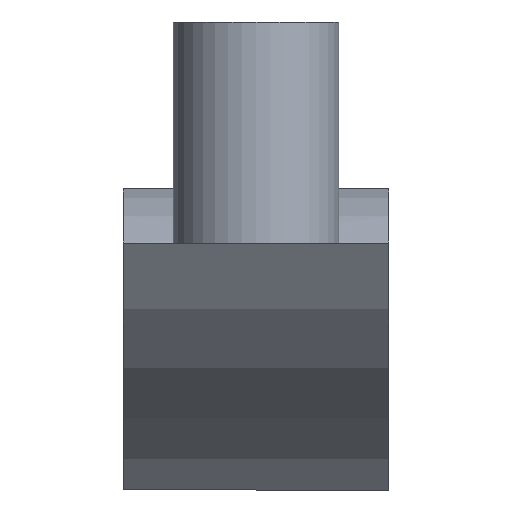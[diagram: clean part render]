
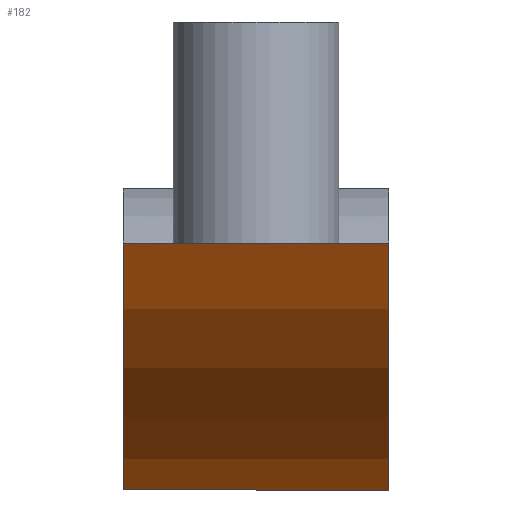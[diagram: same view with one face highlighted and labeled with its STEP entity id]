
A CAD part, front view. The second image highlights one B-rep face of the part: STEP entity #182.
In plain terms, the highlighted cylindrical face has radius 10 mm (diameter 20 mm), a partial arc.
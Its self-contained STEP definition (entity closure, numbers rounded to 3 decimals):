
#27 = LINE ( 'NONE', #70, #211 ) ;
#32 = LINE ( 'NONE', #196, #47 ) ;
#47 = VECTOR ( 'NONE', #486, 1000. ) ;
#48 = AXIS2_PLACEMENT_3D ( 'NONE', #286, #331, #443 ) ;
#54 = EDGE_CURVE ( 'NONE', #305, #519, #282, .T. ) ;
#70 = CARTESIAN_POINT ( 'NONE',  ( 0., 0., 5. ) ) ;
#83 = VERTEX_POINT ( 'NONE', #417 ) ;
#94 = CARTESIAN_POINT ( 'NONE',  ( 0., 8.66, 10. ) ) ;
#97 = AXIS2_PLACEMENT_3D ( 'NONE', #94, #169, #261 ) ;
#105 = AXIS2_PLACEMENT_3D ( 'NONE', #283, #240, #287 ) ;
#129 = ORIENTED_EDGE ( 'NONE', *, *, #492, .F. ) ;
#169 = DIRECTION ( 'NONE',  ( -1., 0., 0. ) ) ;
#181 = EDGE_LOOP ( 'NONE', ( #129, #262, #328, #189 ) ) ;
#182 = ADVANCED_FACE ( 'NONE', ( #421 ), #376, .T. ) ;
#189 = ORIENTED_EDGE ( 'NONE', *, *, #299, .F. ) ;
#196 = CARTESIAN_POINT ( 'NONE',  ( 2.4, 5.446, 0.531 ) ) ;
#208 = CARTESIAN_POINT ( 'NONE',  ( 0., 0., 5. ) ) ;
#211 = VECTOR ( 'NONE', #270, 1000. ) ;
#240 = DIRECTION ( 'NONE',  ( -1., 0., 0. ) ) ;
#261 = DIRECTION ( 'NONE',  ( 0., 0., 1. ) ) ;
#262 = ORIENTED_EDGE ( 'NONE', *, *, #444, .F. ) ;
#270 = DIRECTION ( 'NONE',  ( 1., 0., 0. ) ) ;
#282 = CIRCLE ( 'NONE', #48, 10. ) ;
#283 = CARTESIAN_POINT ( 'NONE',  ( 0., 8.66, 10. ) ) ;
#286 = CARTESIAN_POINT ( 'NONE',  ( 4.8, 8.66, 10. ) ) ;
#287 = DIRECTION ( 'NONE',  ( 0., 0., -1. ) ) ;
#290 = CARTESIAN_POINT ( 'NONE',  ( 4.8, 5.446, 0.531 ) ) ;
#299 = EDGE_CURVE ( 'NONE', #438, #305, #27, .T. ) ;
#305 = VERTEX_POINT ( 'NONE', #429 ) ;
#328 = ORIENTED_EDGE ( 'NONE', *, *, #54, .F. ) ;
#331 = DIRECTION ( 'NONE',  ( 1., 0., 0. ) ) ;
#376 = CYLINDRICAL_SURFACE ( 'NONE', #97, 10. ) ;
#417 = CARTESIAN_POINT ( 'NONE',  ( 0., 5.446, 0.531 ) ) ;
#421 = FACE_OUTER_BOUND ( 'NONE', #181, .T. ) ;
#429 = CARTESIAN_POINT ( 'NONE',  ( 4.8, 0., 5. ) ) ;
#438 = VERTEX_POINT ( 'NONE', #208 ) ;
#443 = DIRECTION ( 'NONE',  ( 0., 0., 1. ) ) ;
#444 = EDGE_CURVE ( 'NONE', #519, #83, #32, .T. ) ;
#486 = DIRECTION ( 'NONE',  ( -1., 0., 0. ) ) ;
#492 = EDGE_CURVE ( 'NONE', #83, #438, #525, .T. ) ;
#519 = VERTEX_POINT ( 'NONE', #290 ) ;
#525 = CIRCLE ( 'NONE', #105, 10. ) ;
